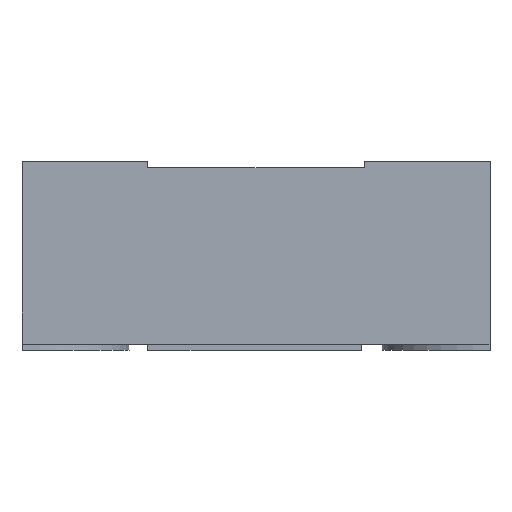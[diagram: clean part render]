
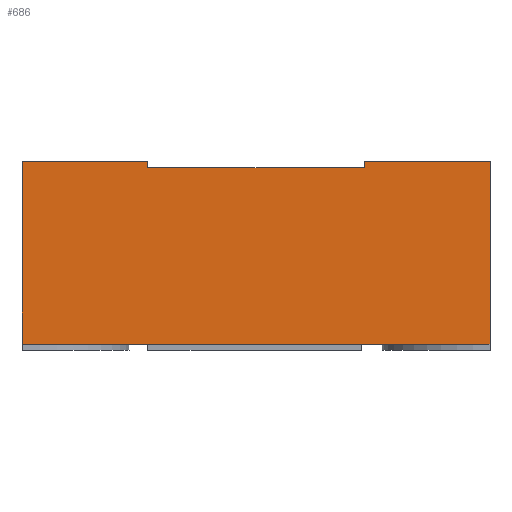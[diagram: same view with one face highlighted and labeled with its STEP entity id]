
A CAD part, front view. The second image highlights one B-rep face of the part: STEP entity #686.
In plain terms, the highlighted planar face has unit normal (0, -1, 0).
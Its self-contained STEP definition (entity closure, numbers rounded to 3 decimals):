
#33 = PLANE ( 'NONE',  #408 ) ;
#47 = LINE ( 'NONE', #573, #381 ) ;
#49 = VECTOR ( 'NONE', #683, 1000. ) ;
#57 = CARTESIAN_POINT ( 'NONE',  ( -26.316, -17.428, 0.87 ) ) ;
#63 = CARTESIAN_POINT ( 'NONE',  ( -25.716, -17.428, 0.9 ) ) ;
#67 = ORIENTED_EDGE ( 'NONE', *, *, #651, .F. ) ;
#75 = VECTOR ( 'NONE', #711, 1000. ) ;
#76 = DIRECTION ( 'NONE',  ( 0., 0., -1. ) ) ;
#84 = LINE ( 'NONE', #662, #754 ) ;
#129 = EDGE_CURVE ( 'NONE', #767, #742, #745, .T. ) ;
#131 = CARTESIAN_POINT ( 'NONE',  ( -27.947, -17.428, 0.03 ) ) ;
#135 = EDGE_CURVE ( 'NONE', #504, #626, #585, .T. ) ;
#136 = CARTESIAN_POINT ( 'NONE',  ( -27.347, -17.428, 0.9 ) ) ;
#156 = DIRECTION ( 'NONE',  ( -1., 0., 0. ) ) ;
#162 = EDGE_CURVE ( 'NONE', #163, #756, #84, .T. ) ;
#163 = VERTEX_POINT ( 'NONE', #736 ) ;
#165 = LINE ( 'NONE', #63, #829 ) ;
#176 = VERTEX_POINT ( 'NONE', #481 ) ;
#180 = VECTOR ( 'NONE', #195, 1000. ) ;
#190 = CARTESIAN_POINT ( 'NONE',  ( -26.316, -17.428, 0.9 ) ) ;
#195 = DIRECTION ( 'NONE',  ( 1., 0., 0. ) ) ;
#202 = CARTESIAN_POINT ( 'NONE',  ( -27.347, -17.428, 0.87 ) ) ;
#214 = FACE_OUTER_BOUND ( 'NONE', #333, .T. ) ;
#244 = EDGE_CURVE ( 'NONE', #626, #176, #362, .T. ) ;
#292 = LINE ( 'NONE', #321, #427 ) ;
#315 = CARTESIAN_POINT ( 'NONE',  ( -26.316, -17.428, 0.87 ) ) ;
#321 = CARTESIAN_POINT ( 'NONE',  ( -27.947, -17.428, 0.9 ) ) ;
#333 = EDGE_LOOP ( 'NONE', ( #681, #531, #426, #682, #439, #635, #67, #490 ) ) ;
#355 = CARTESIAN_POINT ( 'NONE',  ( -27.347, -17.428, 0.87 ) ) ;
#362 = LINE ( 'NONE', #516, #180 ) ;
#375 = EDGE_CURVE ( 'NONE', #767, #504, #763, .T. ) ;
#381 = VECTOR ( 'NONE', #750, 1000. ) ;
#386 = DIRECTION ( 'NONE',  ( 0., 0., -1. ) ) ;
#397 = CARTESIAN_POINT ( 'NONE',  ( -27.947, -17.428, 0.9 ) ) ;
#406 = VECTOR ( 'NONE', #621, 1000. ) ;
#408 = AXIS2_PLACEMENT_3D ( 'NONE', #397, #842, #471 ) ;
#426 = ORIENTED_EDGE ( 'NONE', *, *, #244, .F. ) ;
#427 = VECTOR ( 'NONE', #386, 1000. ) ;
#439 = ORIENTED_EDGE ( 'NONE', *, *, #375, .F. ) ;
#458 = VERTEX_POINT ( 'NONE', #764 ) ;
#471 = DIRECTION ( 'NONE',  ( 0., 0., 1. ) ) ;
#481 = CARTESIAN_POINT ( 'NONE',  ( -25.716, -17.428, 0.9 ) ) ;
#490 = ORIENTED_EDGE ( 'NONE', *, *, #588, .T. ) ;
#504 = VERTEX_POINT ( 'NONE', #315 ) ;
#516 = CARTESIAN_POINT ( 'NONE',  ( -27.947, -17.428, 0.9 ) ) ;
#531 = ORIENTED_EDGE ( 'NONE', *, *, #755, .F. ) ;
#573 = CARTESIAN_POINT ( 'NONE',  ( -27.947, -17.428, 0.9 ) ) ;
#585 = LINE ( 'NONE', #678, #49 ) ;
#588 = EDGE_CURVE ( 'NONE', #458, #756, #292, .T. ) ;
#621 = DIRECTION ( 'NONE',  ( 0., 0., 1. ) ) ;
#626 = VERTEX_POINT ( 'NONE', #190 ) ;
#635 = ORIENTED_EDGE ( 'NONE', *, *, #129, .T. ) ;
#651 = EDGE_CURVE ( 'NONE', #458, #742, #47, .T. ) ;
#662 = CARTESIAN_POINT ( 'NONE',  ( 0., -17.428, 0.03 ) ) ;
#678 = CARTESIAN_POINT ( 'NONE',  ( -26.316, -17.428, 0.87 ) ) ;
#681 = ORIENTED_EDGE ( 'NONE', *, *, #162, .F. ) ;
#682 = ORIENTED_EDGE ( 'NONE', *, *, #135, .F. ) ;
#683 = DIRECTION ( 'NONE',  ( 0., 0., 1. ) ) ;
#686 = ADVANCED_FACE ( 'NONE', ( #214 ), #33, .F. ) ;
#711 = DIRECTION ( 'NONE',  ( 1., 0., 0. ) ) ;
#736 = CARTESIAN_POINT ( 'NONE',  ( -25.716, -17.428, 0.03 ) ) ;
#742 = VERTEX_POINT ( 'NONE', #136 ) ;
#745 = LINE ( 'NONE', #355, #406 ) ;
#750 = DIRECTION ( 'NONE',  ( 1., 0., 0. ) ) ;
#754 = VECTOR ( 'NONE', #156, 1000. ) ;
#755 = EDGE_CURVE ( 'NONE', #176, #163, #165, .T. ) ;
#756 = VERTEX_POINT ( 'NONE', #131 ) ;
#763 = LINE ( 'NONE', #57, #75 ) ;
#764 = CARTESIAN_POINT ( 'NONE',  ( -27.947, -17.428, 0.9 ) ) ;
#767 = VERTEX_POINT ( 'NONE', #202 ) ;
#829 = VECTOR ( 'NONE', #76, 1000. ) ;
#842 = DIRECTION ( 'NONE',  ( 0., 1., 0. ) ) ;
